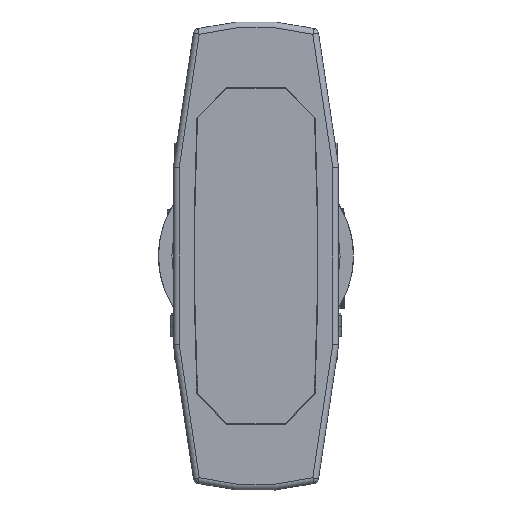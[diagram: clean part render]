
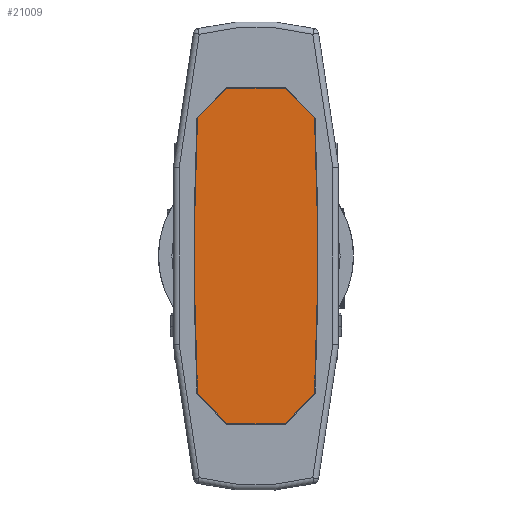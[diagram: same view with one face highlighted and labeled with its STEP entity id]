
A CAD part, left-side view. The second image highlights one B-rep face of the part: STEP entity #21009.
In plain terms, the highlighted face is planar.
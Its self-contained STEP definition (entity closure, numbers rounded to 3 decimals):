
#1626=LINE('',#41472,#3004);
#1629=LINE('',#41478,#3007);
#1632=LINE('',#41484,#3010);
#1635=LINE('',#41493,#3013);
#1636=LINE('',#41495,#3014);
#1637=LINE('',#41497,#3015);
#3004=VECTOR('',#33186,1000.);
#3007=VECTOR('',#33191,1000.);
#3010=VECTOR('',#33196,1000.);
#3013=VECTOR('',#33207,1000.);
#3014=VECTOR('',#33208,1000.);
#3015=VECTOR('',#33209,1000.);
#4470=PLANE('',#29818);
#5892=ORIENTED_EDGE('',*,*,#12278,.T.);
#5893=ORIENTED_EDGE('',*,*,#12282,.T.);
#5894=ORIENTED_EDGE('',*,*,#12285,.T.);
#5895=ORIENTED_EDGE('',*,*,#12288,.T.);
#5896=ORIENTED_EDGE('',*,*,#12291,.T.);
#5897=ORIENTED_EDGE('',*,*,#12293,.T.);
#5898=ORIENTED_EDGE('',*,*,#12294,.T.);
#5899=ORIENTED_EDGE('',*,*,#12295,.T.);
#12278=EDGE_CURVE('',#15517,#15516,#17667,.T.);
#12282=EDGE_CURVE('',#15516,#15520,#1626,.T.);
#12285=EDGE_CURVE('',#15520,#15522,#1629,.T.);
#12288=EDGE_CURVE('',#15522,#15524,#1632,.T.);
#12291=EDGE_CURVE('',#15524,#15526,#17669,.T.);
#12293=EDGE_CURVE('',#15526,#15527,#1635,.T.);
#12294=EDGE_CURVE('',#15527,#15528,#1636,.T.);
#12295=EDGE_CURVE('',#15528,#15517,#1637,.T.);
#15516=VERTEX_POINT('',#41462);
#15517=VERTEX_POINT('',#41464);
#15520=VERTEX_POINT('',#41471);
#15522=VERTEX_POINT('',#41477);
#15524=VERTEX_POINT('',#41483);
#15526=VERTEX_POINT('',#41489);
#15527=VERTEX_POINT('',#41494);
#15528=VERTEX_POINT('',#41496);
#17667=CIRCLE('',#29810,544.6);
#17669=CIRCLE('',#29816,544.6);
#18124=EDGE_LOOP('',(#5892,#5893,#5894,#5895,#5896,#5897,#5898,#5899));
#19508=FACE_BOUND('',#18124,.T.);
#21009=ADVANCED_FACE('',(#19508),#4470,.T.);
#29810=AXIS2_PLACEMENT_3D('',#41463,#33178,#33179);
#29816=AXIS2_PLACEMENT_3D('',#41490,#33201,#33202);
#29818=AXIS2_PLACEMENT_3D('',#41492,#33205,#33206);
#33178=DIRECTION('',(0.,1.,0.));
#33179=DIRECTION('',(-0.043,0.,0.999));
#33186=DIRECTION('',(0.723,0.,-0.69));
#33191=DIRECTION('',(0.,0.,-1.));
#33196=DIRECTION('',(-0.723,0.,-0.69));
#33201=DIRECTION('',(0.,1.,0.));
#33202=DIRECTION('',(0.043,0.,-0.999));
#33205=DIRECTION('',(0.,1.,0.));
#33206=DIRECTION('',(1.,0.,0.));
#33207=DIRECTION('',(-0.707,0.,0.707));
#33208=DIRECTION('',(0.,0.,1.));
#33209=DIRECTION('',(0.707,0.,0.707));
#41462=CARTESIAN_POINT('',(23.213,2.1,9.9));
#41463=CARTESIAN_POINT('',(-0.119,2.1,-534.2));
#41464=CARTESIAN_POINT('',(-23.45,2.1,9.9));
#41471=CARTESIAN_POINT('',(28.4,2.1,4.95));
#41472=CARTESIAN_POINT('',(23.213,2.1,9.9));
#41477=CARTESIAN_POINT('',(28.4,2.1,-4.95));
#41478=CARTESIAN_POINT('',(28.4,2.1,4.95));
#41483=CARTESIAN_POINT('',(23.213,2.1,-9.9));
#41484=CARTESIAN_POINT('',(28.4,2.1,-4.95));
#41489=CARTESIAN_POINT('',(-23.45,2.1,-9.9));
#41490=CARTESIAN_POINT('',(-0.119,2.1,534.2));
#41492=CARTESIAN_POINT('',(0.,2.1,0.));
#41493=CARTESIAN_POINT('',(-23.45,2.1,-9.9));
#41494=CARTESIAN_POINT('',(-28.4,2.1,-4.95));
#41495=CARTESIAN_POINT('',(-28.4,2.1,-4.95));
#41496=CARTESIAN_POINT('',(-28.4,2.1,4.95));
#41497=CARTESIAN_POINT('',(-28.4,2.1,4.95));
